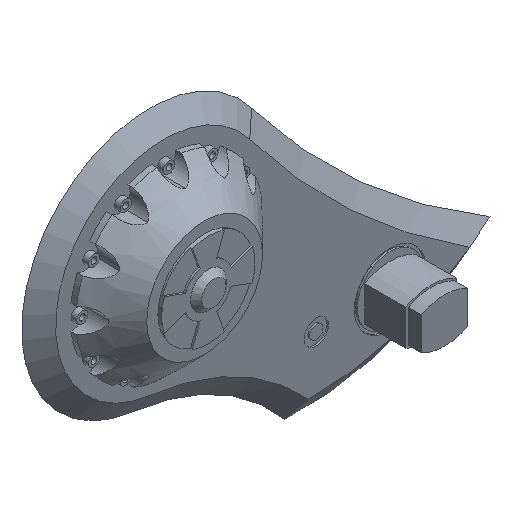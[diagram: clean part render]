
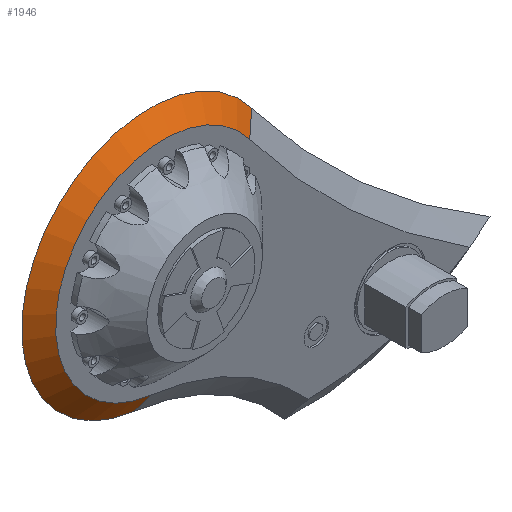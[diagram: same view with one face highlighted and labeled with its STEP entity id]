
A CAD part, isometric view. The second image highlights one B-rep face of the part: STEP entity #1946.
In plain terms, the highlighted conical face has half-angle 55 degrees and reference radius 68.5 mm.
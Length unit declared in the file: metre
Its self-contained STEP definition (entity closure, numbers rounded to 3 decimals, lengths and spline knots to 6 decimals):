
#50=CONICAL_SURFACE('',#2227,0.0685,0.96);
#136=LINE('',#3571,#222);
#137=LINE('',#3575,#223);
#222=VECTOR('',#2845,1.);
#223=VECTOR('',#2850,1.);
#766=ORIENTED_EDGE('',*,*,#789,.T.);
#767=ORIENTED_EDGE('',*,*,#1028,.F.);
#768=ORIENTED_EDGE('',*,*,#1029,.T.);
#769=ORIENTED_EDGE('',*,*,#1026,.T.);
#789=EDGE_CURVE('',#1042,#1041,#1229,.T.);
#1026=EDGE_CURVE('',#1217,#1042,#136,.T.);
#1028=EDGE_CURVE('',#1218,#1041,#137,.T.);
#1029=EDGE_CURVE('',#1218,#1217,#1357,.T.);
#1041=VERTEX_POINT('',#2889);
#1042=VERTEX_POINT('',#2891);
#1217=VERTEX_POINT('',#3572);
#1218=VERTEX_POINT('',#3576);
#1229=CIRCLE('',#1980,0.057789);
#1357=CIRCLE('',#2228,0.0685);
#1549=EDGE_LOOP('',(#766,#767,#768,#769));
#1743=FACE_BOUND('',#1549,.T.);
#1946=ADVANCED_FACE('',(#1743),#50,.T.);
#1980=AXIS2_PLACEMENT_3D('',#2890,#2269,#2270);
#2227=AXIS2_PLACEMENT_3D('',#3574,#2848,#2849);
#2228=AXIS2_PLACEMENT_3D('',#3577,#2851,#2852);
#2269=DIRECTION('',(0.,1.,0.));
#2270=DIRECTION('',(0.799,0.,0.601));
#2845=DIRECTION('',(0.1,-0.574,0.813));
#2848=DIRECTION('',(0.,1.,0.));
#2849=DIRECTION('',(-0.866,0.,0.5));
#2850=DIRECTION('',(-0.655,-0.574,-0.493));
#2851=DIRECTION('',(0.,-1.,0.));
#2852=DIRECTION('',(0.799,0.,0.601));
#2889=CARTESIAN_POINT('',(-0.103713,-0.0275,0.194749));
#2890=CARTESIAN_POINT('',(-0.149887,-0.0275,0.16));
#2891=CARTESIAN_POINT('',(-0.15694,-0.0275,0.102643));
#3571=CARTESIAN_POINT('',(-0.158247,-0.02,0.092012));
#3572=CARTESIAN_POINT('',(-0.158247,-0.02,0.092012));
#3574=CARTESIAN_POINT('',(-0.149887,-0.02,0.16));
#3575=CARTESIAN_POINT('',(-0.095154,-0.02,0.20119));
#3576=CARTESIAN_POINT('',(-0.095154,-0.02,0.20119));
#3577=CARTESIAN_POINT('',(-0.149887,-0.02,0.16));
